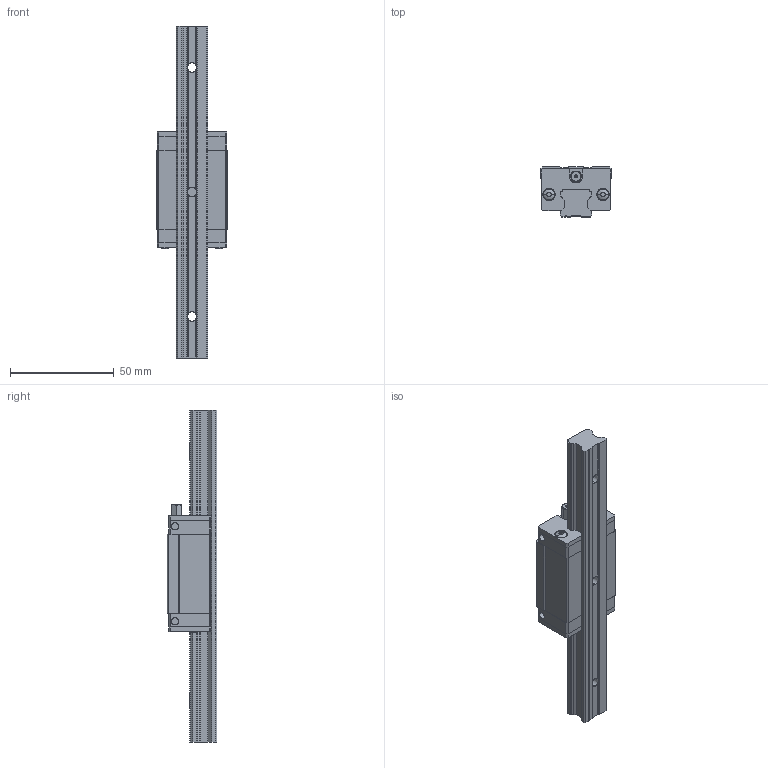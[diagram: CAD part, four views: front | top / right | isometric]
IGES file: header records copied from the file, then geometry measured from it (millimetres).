
Start section: SolidWorks IGES file using analytic representation for surfaces
Bounding box: 34 x 24 x 160 mm (x, y, z)
Surface area: 24420.7 mm2 (no closed solid volume)
Topology: 0 solids, 0 shells, 397 faces, 4360 edges, 4344 vertices
Faces by surface type: bspline 256, revolution 141
